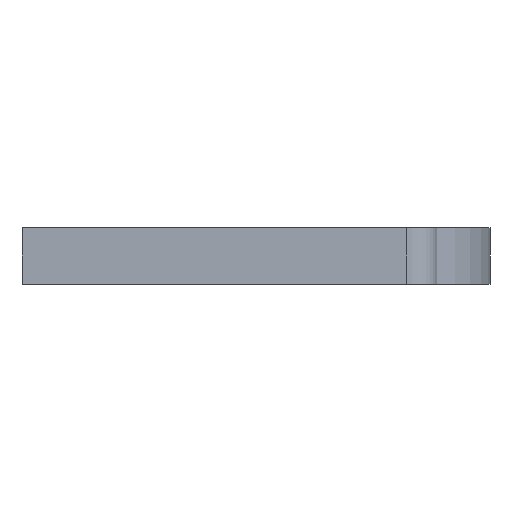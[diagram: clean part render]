
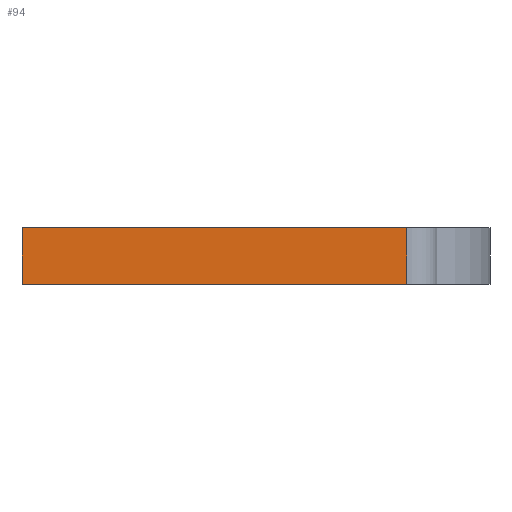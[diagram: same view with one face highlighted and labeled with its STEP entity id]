
A CAD part, front view. The second image highlights one B-rep face of the part: STEP entity #94.
In plain terms, the highlighted planar face has unit normal (0, -1, 0).
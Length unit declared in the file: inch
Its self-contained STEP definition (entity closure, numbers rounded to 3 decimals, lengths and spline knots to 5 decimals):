
#34 = VECTOR ( 'NONE', #958, 39.37008 ) ;
#83 = CARTESIAN_POINT ( 'NONE',  ( 0., 0., 0.375 ) ) ;
#94 = ADVANCED_FACE ( 'NONE', ( #662 ), #752, .F. ) ;
#106 = EDGE_CURVE ( 'NONE', #183, #452, #312, .T. ) ;
#125 = CARTESIAN_POINT ( 'NONE',  ( 2.55, 0., 0.375 ) ) ;
#183 = VERTEX_POINT ( 'NONE', #1103 ) ;
#188 = VERTEX_POINT ( 'NONE', #125 ) ;
#215 = DIRECTION ( 'NONE',  ( 0., 1., 0. ) ) ;
#232 = DIRECTION ( 'NONE',  ( 1., 0., 0. ) ) ;
#248 = AXIS2_PLACEMENT_3D ( 'NONE', #1096, #215, #1088 ) ;
#312 = LINE ( 'NONE', #317, #417 ) ;
#317 = CARTESIAN_POINT ( 'NONE',  ( 0., 0., 0. ) ) ;
#328 = CARTESIAN_POINT ( 'NONE',  ( 2.55, 0., 0. ) ) ;
#348 = ORIENTED_EDGE ( 'NONE', *, *, #679, .T. ) ;
#358 = LINE ( 'NONE', #83, #502 ) ;
#363 = ORIENTED_EDGE ( 'NONE', *, *, #664, .F. ) ;
#407 = ORIENTED_EDGE ( 'NONE', *, *, #712, .T. ) ;
#417 = VECTOR ( 'NONE', #232, 39.37008 ) ;
#441 = DIRECTION ( 'NONE',  ( 0., 0., -1. ) ) ;
#452 = VERTEX_POINT ( 'NONE', #328 ) ;
#502 = VECTOR ( 'NONE', #953, 39.37008 ) ;
#508 = LINE ( 'NONE', #608, #34 ) ;
#557 = CARTESIAN_POINT ( 'NONE',  ( 0., 0., 0.375 ) ) ;
#608 = CARTESIAN_POINT ( 'NONE',  ( 2.55, 0., 0.375 ) ) ;
#662 = FACE_OUTER_BOUND ( 'NONE', #909, .T. ) ;
#664 = EDGE_CURVE ( 'NONE', #776, #188, #358, .T. ) ;
#679 = EDGE_CURVE ( 'NONE', #776, #183, #853, .T. ) ;
#712 = EDGE_CURVE ( 'NONE', #452, #188, #508, .T. ) ;
#752 = PLANE ( 'NONE',  #248 ) ;
#776 = VERTEX_POINT ( 'NONE', #557 ) ;
#853 = LINE ( 'NONE', #1037, #916 ) ;
#909 = EDGE_LOOP ( 'NONE', ( #990, #407, #363, #348 ) ) ;
#916 = VECTOR ( 'NONE', #441, 39.37008 ) ;
#953 = DIRECTION ( 'NONE',  ( 1., 0., 0. ) ) ;
#958 = DIRECTION ( 'NONE',  ( 0., 0., 1. ) ) ;
#990 = ORIENTED_EDGE ( 'NONE', *, *, #106, .T. ) ;
#1037 = CARTESIAN_POINT ( 'NONE',  ( 0., 0., 0.375 ) ) ;
#1088 = DIRECTION ( 'NONE',  ( 0., 0., 1. ) ) ;
#1096 = CARTESIAN_POINT ( 'NONE',  ( 0., 0., 0.375 ) ) ;
#1103 = CARTESIAN_POINT ( 'NONE',  ( 0., 0., 0. ) ) ;
